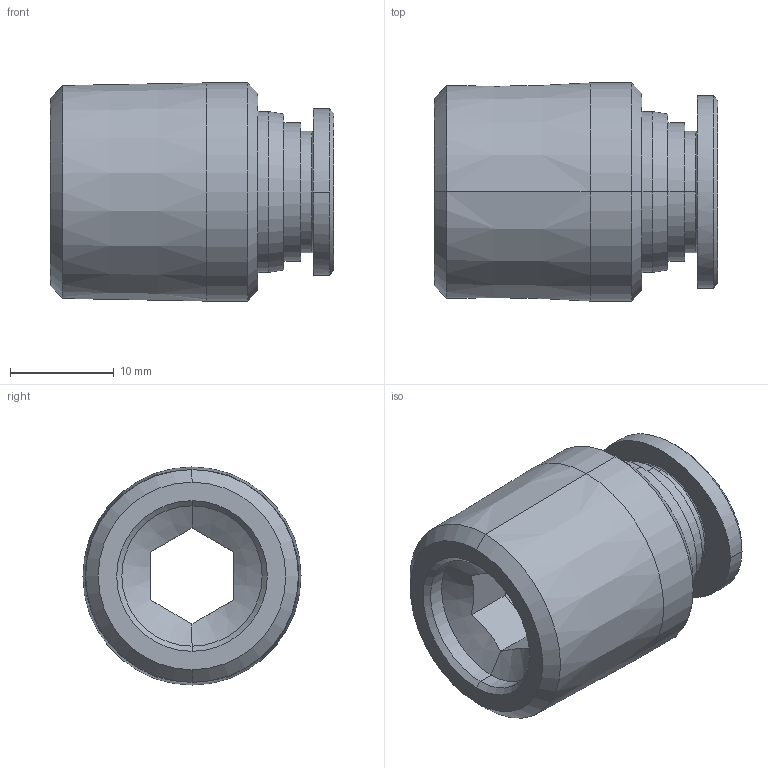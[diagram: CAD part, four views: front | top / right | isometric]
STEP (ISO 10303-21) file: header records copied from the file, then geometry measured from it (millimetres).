
FILE_DESCRIPTION((''),'2;1');
FILE_NAME('GPOC 1004(3D).stp','2012-12-26T18:14:38',(''),(''),'Mechanical Desktop.R8.0.24.0','Mechanical Desktop.R8.0.24.0',', , ');
FILE_SCHEMA(('CONFIG_CONTROL_DESIGN'));
Length unit declared in the file: millimetre
Products named in the file (2): GPOC 1004(3D); ºÎÇ°1
Assembly tree (1 placements, depth 2):
  GPOC 1004(3D)
    ºÎÇ°1
Bounding box: 27.3 x 21 x 21 mm (x, y, z)
Volume: 5720 mm3; surface area: 3183.7 mm2
Topology: 1 solids, 1 shells, 426 faces, 1207 edges, 799 vertices
Faces by surface type: plane 389, cone 16, cylinder 13, bspline 8
Entity records: 14012 total; most frequent: CARTESIAN_POINT 2869, ORIENTED_EDGE 2414, DIRECTION 2069, EDGE_CURVE 1207, VECTOR 1143, LINE 1143, VERTEX_POINT 799, AXIS2_PLACEMENT_3D 463
